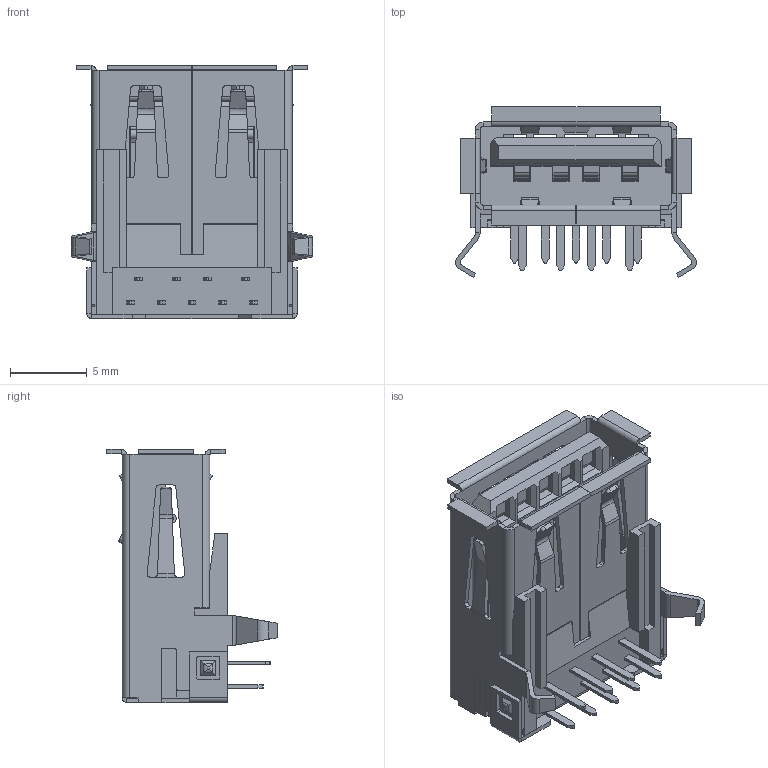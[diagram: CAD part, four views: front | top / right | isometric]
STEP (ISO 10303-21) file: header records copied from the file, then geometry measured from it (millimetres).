
FILE_DESCRIPTION(/* description */ (''),/* implementation_level */ '2;1');
FILE_NAME(/* name */ 'USB 3.0 A Recepticle.stp',/* time_stamp */ '2019-12-03T08:36:07-06:00',/* author */ ('sflee'),/* organization */ (''),/* preprocessor_version */ 'ST-DEVELOPER v18',/* originating_system */ 'Autodesk Inventor 2020',/* authorisation */ '');
FILE_SCHEMA (('AUTOMOTIVE_DESIGN { 1 0 10303 214 3 1 1 }'));
Length unit declared in the file: millimetre
Products named in the file (6): USB 3.0 A Recepticle; USB 3.0 A Recepticle Shell; USB 3.0 A Recepticle Insert Fit; USB 3.0 A Recepticle Rear Insert Fit; USB 3.0 A Recepticle Lower Pin; USB 3.0 A Recepticle Upper Pin
Assembly tree (12 placements, depth 2):
  USB 3.0 A Recepticle
    USB 3.0 A Recepticle Shell
    USB 3.0 A Recepticle Insert Fit
    USB 3.0 A Recepticle Rear Insert Fit
    USB 3.0 A Recepticle Lower Pin  x4
    USB 3.0 A Recepticle Upper Pin  x5
Bounding box: 15.71 x 11.12 x 16.5 mm (x, y, z)
Volume: 577.2 mm3; surface area: 3077.9 mm2
Topology: 12 solids, 12 shells, 1173 faces, 3245 edges, 2076 vertices
Faces by surface type: plane 900, cylinder 243, bspline 30
Entity records: 32015 total; most frequent: CARTESIAN_POINT 8434, ORIENTED_EDGE 5038, DIRECTION 4537, EDGE_CURVE 2519, LINE 2171, VECTOR 2171, VERTEX_POINT 1596, AXIS2_PLACEMENT_3D 1183
